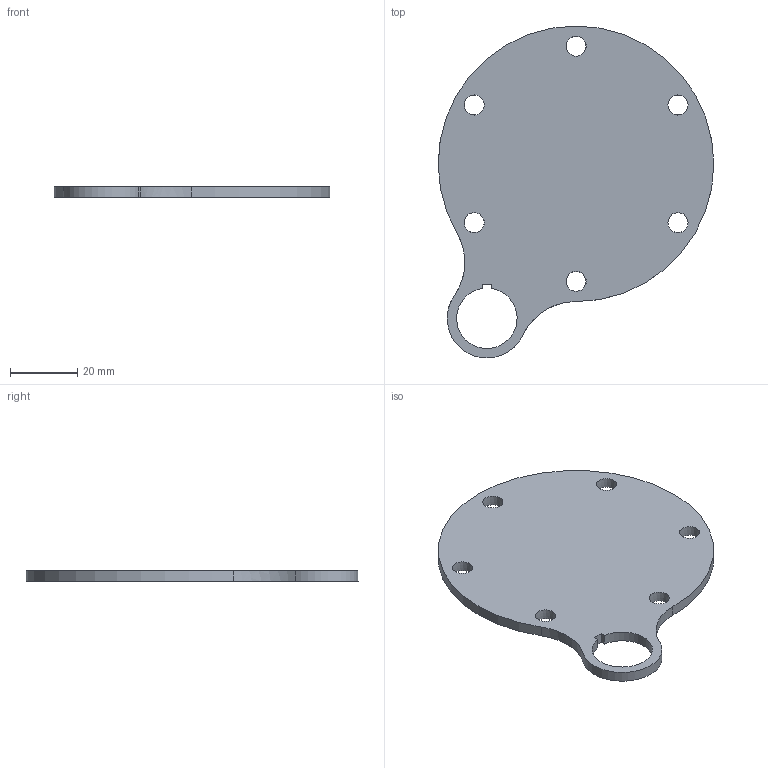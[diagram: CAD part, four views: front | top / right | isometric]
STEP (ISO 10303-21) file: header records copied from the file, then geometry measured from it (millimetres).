
FILE_DESCRIPTION(/* description */ (''),/* implementation_level */ '2;1');
FILE_NAME(/* name */ 'Rear Plate.step',/* time_stamp */ '2020-07-19T23:06:06-05:00',/* author */ (''),/* organization */ (''),/* preprocessor_version */ 'ST-DEVELOPER v18.1',/* originating_system */ 'Autodesk Translation Framework v9.3.0.1241',/* authorisation */ '');
FILE_SCHEMA (('AUTOMOTIVE_DESIGN { 1 0 10303 214 3 1 1 }'));
Length unit declared in the file: millimetre
Products named in the file (1): Rear Plate
Bounding box: 82.01 x 98.77 x 3.17 mm (x, y, z)
Volume: 17171.8 mm3; surface area: 12295.1 mm2
Topology: 1 solids, 1 shells, 19 faces, 51 edges, 34 vertices
Faces by surface type: cone 9, plane 7, bspline 2, cylinder 1
Entity records: 927 total; most frequent: CARTESIAN_POINT 381, ORIENTED_EDGE 102, DIRECTION 99, EDGE_CURVE 51, AXIS2_PLACEMENT_3D 38, VERTEX_POINT 34, EDGE_LOOP 33, LINE 23
